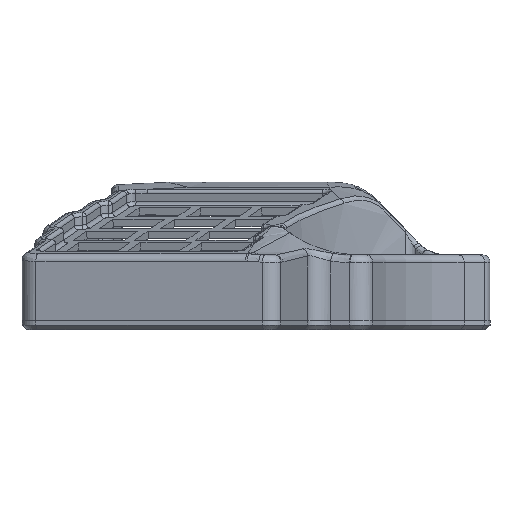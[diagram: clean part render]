
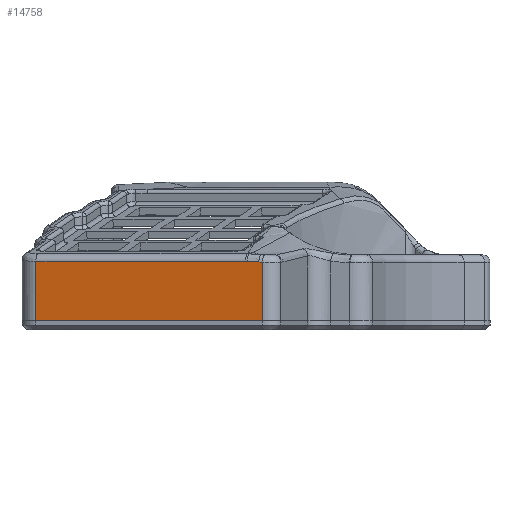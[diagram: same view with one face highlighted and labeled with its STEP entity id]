
A CAD part, left-side view. The second image highlights one B-rep face of the part: STEP entity #14758.
In plain terms, the highlighted planar face has unit normal (-0.966, 0.259, 0).
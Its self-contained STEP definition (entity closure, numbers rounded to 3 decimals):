
#397=PLANE('',#15929);
#778=LINE('',#22423,#1977);
#924=LINE('',#25557,#2123);
#925=LINE('',#25559,#2124);
#926=LINE('',#25560,#2125);
#1977=VECTOR('',#17541,10.);
#2123=VECTOR('',#18337,10.);
#2124=VECTOR('',#18338,10.);
#2125=VECTOR('',#18339,10.);
#3652=FACE_OUTER_BOUND('',#4542,.T.);
#4542=EDGE_LOOP('',(#10994,#10995,#10996,#10997,#10998,#10999,#11000));
#5399=CIRCLE('',#15602,7.153);
#6096=B_SPLINE_CURVE_WITH_KNOTS('',3,(#22390,#22391,#22392,#22393),
 .UNSPECIFIED.,.F.,.F.,(4,4),(-0.429,-0.104),
 .UNSPECIFIED.);
#6114=B_SPLINE_CURVE_WITH_KNOTS('',3,(#23966,#23967,#23968,#23969),
 .UNSPECIFIED.,.F.,.F.,(4,4),(-0.104,0.),
 .UNSPECIFIED.);
#6397=VERTEX_POINT('',#22317);
#6400=VERTEX_POINT('',#22388);
#6402=VERTEX_POINT('',#22416);
#6404=VERTEX_POINT('',#22421);
#6529=VERTEX_POINT('',#23862);
#6709=VERTEX_POINT('',#25556);
#6710=VERTEX_POINT('',#25558);
#7851=EDGE_CURVE('',#6400,#6397,#6096,.T.);
#7854=EDGE_CURVE('',#6402,#6400,#5399,.T.);
#7856=EDGE_CURVE('',#6404,#6402,#778,.T.);
#8049=EDGE_CURVE('',#6397,#6529,#6114,.T.);
#8309=EDGE_CURVE('',#6404,#6709,#924,.T.);
#8310=EDGE_CURVE('',#6709,#6710,#925,.F.);
#8311=EDGE_CURVE('',#6710,#6529,#926,.T.);
#10994=ORIENTED_EDGE('',*,*,#7856,.F.);
#10995=ORIENTED_EDGE('',*,*,#8309,.T.);
#10996=ORIENTED_EDGE('',*,*,#8310,.T.);
#10997=ORIENTED_EDGE('',*,*,#8311,.T.);
#10998=ORIENTED_EDGE('',*,*,#8049,.F.);
#10999=ORIENTED_EDGE('',*,*,#7851,.F.);
#11000=ORIENTED_EDGE('',*,*,#7854,.F.);
#14758=ADVANCED_FACE('',(#3652),#397,.T.);
#15602=AXIS2_PLACEMENT_3D('',#22418,#17535,#17536);
#15929=AXIS2_PLACEMENT_3D('',#25555,#18335,#18336);
#17535=DIRECTION('center_axis',(0.966,-0.259,0.));
#17536=DIRECTION('ref_axis',(-0.014,-0.053,0.998));
#17541=DIRECTION('',(-0.259,-0.966,0.));
#18335=DIRECTION('center_axis',(-0.966,0.259,0.));
#18336=DIRECTION('ref_axis',(-0.259,-0.966,0.));
#18337=DIRECTION('',(0.,0.,-1.));
#18338=DIRECTION('',(0.259,0.966,0.));
#18339=DIRECTION('',(0.,0.,1.));
#22317=CARTESIAN_POINT('',(11.945,-87.095,7.649));
#22388=CARTESIAN_POINT('',(12.785,-83.96,7.837));
#22390=CARTESIAN_POINT('Ctrl Pts',(12.785,-83.96,7.837));
#22391=CARTESIAN_POINT('Ctrl Pts',(12.505,-85.006,7.778));
#22392=CARTESIAN_POINT('Ctrl Pts',(12.225,-86.051,7.715));
#22393=CARTESIAN_POINT('Ctrl Pts',(11.945,-87.095,7.649));
#22416=CARTESIAN_POINT('',(12.887,-83.579,7.848));
#22418=CARTESIAN_POINT('Origin',(12.887,-83.579,0.695));
#22421=CARTESIAN_POINT('',(27.931,-27.435,7.848));
#22423=CARTESIAN_POINT('',(30.288,-18.641,7.848));
#23862=CARTESIAN_POINT('',(11.677,-88.095,7.592));
#23966=CARTESIAN_POINT('Ctrl Pts',(11.945,-87.095,7.649));
#23967=CARTESIAN_POINT('Ctrl Pts',(11.856,-87.429,7.628));
#23968=CARTESIAN_POINT('Ctrl Pts',(11.767,-87.762,7.609));
#23969=CARTESIAN_POINT('Ctrl Pts',(11.677,-88.095,7.592));
#25555=CARTESIAN_POINT('Origin',(27.672,-28.401,-9.));
#25556=CARTESIAN_POINT('',(27.931,-27.435,-8.));
#25557=CARTESIAN_POINT('',(27.931,-27.435,-9.));
#25558=CARTESIAN_POINT('',(11.677,-88.095,-8.));
#25559=CARTESIAN_POINT('',(25.115,-37.945,-8.));
#25560=CARTESIAN_POINT('',(11.677,-88.095,-9.));
